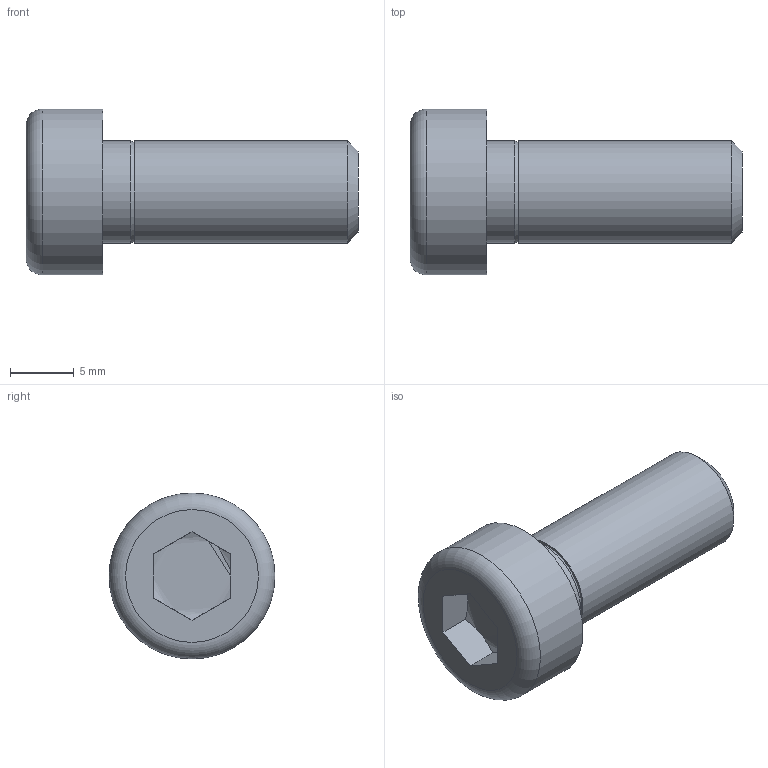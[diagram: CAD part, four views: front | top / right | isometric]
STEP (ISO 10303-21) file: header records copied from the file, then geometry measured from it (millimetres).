
FILE_DESCRIPTION(/* description */ ('VITE TCEI 8X20 ZN RIBASSATA'),/* implementation_level */ '2;1');
FILE_NAME(/* name */ 'CVITB0000021.stp',/* time_stamp */ '2019-04-16T10:44:34+02:00',/* author */ ('fzagni'),/* organization */ (''),/* preprocessor_version */ 'ST-DEVELOPER v17.2',/* originating_system */ 'Autodesk Inventor 2019',/* authorisation */ '');
FILE_SCHEMA (('AUTOMOTIVE_DESIGN { 1 0 10303 214 3 1 1 }'));
Length unit declared in the file: millimetre
Products named in the file (1): !25.189.01!20!!
Bounding box: 26 x 13 x 13 mm (x, y, z)
Volume: 1677.1 mm3; surface area: 1042.3 mm2
Topology: 1 solids, 1 shells, 17 faces, 46 edges, 33 vertices
Faces by surface type: plane 10, cone 3, cylinder 3, torus 1
Full cylindrical faces by diameter (mm): 8 x2, 13 x1
Entity records: 585 total; most frequent: CARTESIAN_POINT 110, DIRECTION 94, ORIENTED_EDGE 90, EDGE_CURVE 45, AXIS2_PLACEMENT_3D 38, VERTEX_POINT 33, CIRCLE 20, EDGE_LOOP 20
